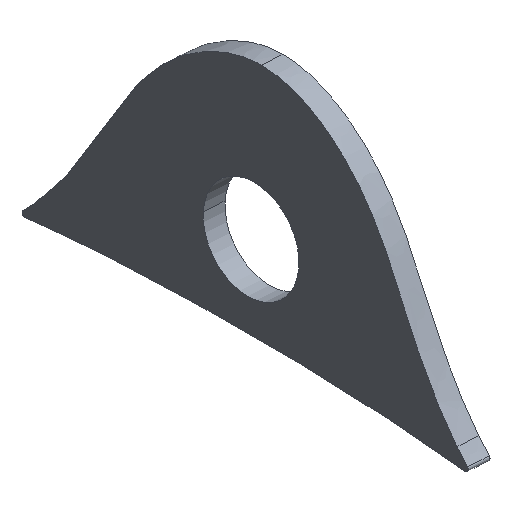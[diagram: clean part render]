
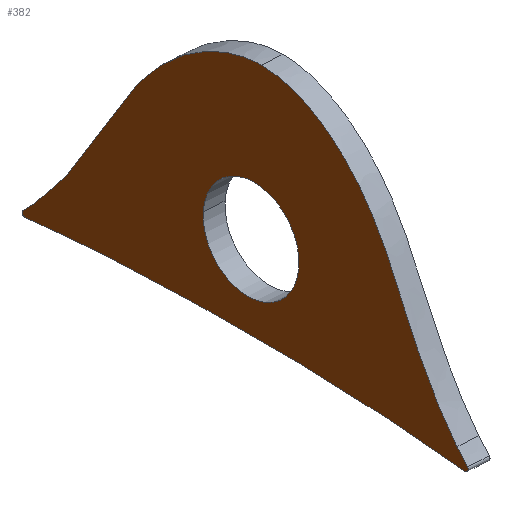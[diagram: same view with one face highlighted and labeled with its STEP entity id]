
A CAD part, isometric view. The second image highlights one B-rep face of the part: STEP entity #382.
In plain terms, the highlighted planar face has unit normal (-0.998, 0, 0.07).
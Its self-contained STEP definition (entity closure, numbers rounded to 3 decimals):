
#116=CARTESIAN_POINT('',(25.363,0.,
73.209));
#117=DIRECTION('',(0.998,0.,-0.07));
#118=DIRECTION('',(0.,1.,0.));
#119=AXIS2_PLACEMENT_3D('',#116,#117,#118);
#130=CARTESIAN_POINT('',(25.146,8.071,70.095));
#131=DIRECTION('',(-0.998,0.,0.07));
#132=DIRECTION('',(0.052,0.672,0.739));
#133=AXIS2_PLACEMENT_3D('',#130,#131,#132);
#135=CARTESIAN_POINT('',(25.179,7.733,70.575));
#136=CARTESIAN_POINT('',(25.173,7.807,70.492));
#137=CARTESIAN_POINT('',(25.164,7.939,70.354));
#138=CARTESIAN_POINT('',(25.155,8.078,70.222));
#139=CARTESIAN_POINT('',(25.151,8.138,70.169));
#141=CARTESIAN_POINT('',(25.179,7.733,70.575));
#142=CARTESIAN_POINT('',(25.194,7.542,70.784));
#143=CARTESIAN_POINT('',(25.224,7.178,71.22));
#144=CARTESIAN_POINT('',(25.274,6.668,71.929));
#145=CARTESIAN_POINT('',(25.325,6.204,72.666));
#146=CARTESIAN_POINT('',(25.377,5.783,73.402));
#147=CARTESIAN_POINT('',(25.428,5.385,74.135));
#148=CARTESIAN_POINT('',(25.483,4.952,74.925));
#149=CARTESIAN_POINT('',(25.547,4.4,75.834));
#150=CARTESIAN_POINT('',(25.613,3.648,76.785));
#151=CARTESIAN_POINT('',(25.669,2.737,77.586));
#152=CARTESIAN_POINT('',(25.71,1.759,78.171));
#153=CARTESIAN_POINT('',(25.733,0.776,78.501));
#154=CARTESIAN_POINT('',(25.737,0.245,78.548));
#155=CARTESIAN_POINT('',(25.737,0.,78.546));
#157=CARTESIAN_POINT('',(25.737,0.,78.546));
#158=CARTESIAN_POINT('',(25.737,-0.249,78.548));
#159=CARTESIAN_POINT('',(25.733,-0.784,78.499));
#160=CARTESIAN_POINT('',(25.71,-1.755,78.172));
#161=CARTESIAN_POINT('',(25.67,-2.723,77.596));
#162=CARTESIAN_POINT('',(25.614,-3.634,76.801));
#163=CARTESIAN_POINT('',(25.547,-4.396,75.841));
#164=CARTESIAN_POINT('',(25.483,-4.954,74.921));
#165=CARTESIAN_POINT('',(25.427,-5.391,74.126));
#166=CARTESIAN_POINT('',(25.376,-5.79,73.39));
#167=CARTESIAN_POINT('',(25.325,-6.208,72.659));
#168=CARTESIAN_POINT('',(25.274,-6.668,71.93));
#169=CARTESIAN_POINT('',(25.225,-7.171,71.229));
#170=CARTESIAN_POINT('',(25.195,-7.533,70.796));
#171=CARTESIAN_POINT('',(25.18,-7.721,70.587));
#173=CARTESIAN_POINT('',(25.151,-8.137,70.171));
#174=CARTESIAN_POINT('',(25.155,-8.075,70.227));
#175=CARTESIAN_POINT('',(25.164,-7.932,70.362));
#176=CARTESIAN_POINT('',(25.174,-7.797,70.503));
#177=CARTESIAN_POINT('',(25.18,-7.721,70.587));
#179=CARTESIAN_POINT('',(25.146,-8.07,70.097));
#180=DIRECTION('',(-0.998,0.,0.07));
#181=DIRECTION('',(-0.069,0.109,-0.992));
#182=AXIS2_PLACEMENT_3D('',#179,#180,#181);
#184=CARTESIAN_POINT('',(25.164,2.002,70.357));
#185=CARTESIAN_POINT('',(25.165,1.557,70.365));
#186=CARTESIAN_POINT('',(25.165,0.668,70.377));
#187=CARTESIAN_POINT('',(25.165,-0.667,70.377));
#188=CARTESIAN_POINT('',(25.165,-1.557,70.366));
#189=CARTESIAN_POINT('',(25.164,-2.002,70.357));
#191=CARTESIAN_POINT('',(25.363,0.,
73.209));
#192=DIRECTION('',(0.998,0.,-0.07));
#193=DIRECTION('',(0.,-1.,0.));
#194=AXIS2_PLACEMENT_3D('',#191,#192,#193);
#241=CARTESIAN_POINT('',(25.139,-8.059,69.998));
#242=CARTESIAN_POINT('',(25.143,-7.518,70.057));
#243=CARTESIAN_POINT('',(25.151,-6.28,70.172));
#244=CARTESIAN_POINT('',(25.16,-4.27,70.295));
#245=CARTESIAN_POINT('',(25.163,-2.769,70.342));
#246=CARTESIAN_POINT('',(25.164,-2.002,70.357));
#256=CARTESIAN_POINT('',(25.164,2.002,70.357));
#257=CARTESIAN_POINT('',(25.163,2.769,70.342));
#258=CARTESIAN_POINT('',(25.16,4.269,70.294));
#259=CARTESIAN_POINT('',(25.151,6.28,70.17));
#260=CARTESIAN_POINT('',(25.143,7.518,70.055));
#261=CARTESIAN_POINT('',(25.139,8.06,69.996));
#271=CARTESIAN_POINT('',(25.363,1.75,73.209));
#272=CARTESIAN_POINT('',(25.363,-1.75,73.209));
#273=VERTEX_POINT('',#271);
#274=VERTEX_POINT('',#272);
#275=VERTEX_POINT('',#157);
#276=VERTEX_POINT('',#171);
#277=VERTEX_POINT('',#141);
#278=VERTEX_POINT('',#184);
#279=VERTEX_POINT('',#189);
#280=CARTESIAN_POINT('',(25.151,8.138,70.169));
#281=CARTESIAN_POINT('',(25.139,8.06,69.996));
#282=VERTEX_POINT('',#280);
#283=VERTEX_POINT('',#281);
#284=CARTESIAN_POINT('',(25.139,-8.059,69.998));
#285=CARTESIAN_POINT('',(25.151,-8.137,70.171));
#286=VERTEX_POINT('',#284);
#287=VERTEX_POINT('',#285);
#352=CARTESIAN_POINT('',(25.733,0.,78.496));
#353=DIRECTION('',(0.998,0.,-0.07));
#354=DIRECTION('',(-0.07,0.,-0.998));
#355=AXIS2_PLACEMENT_3D('',#352,#353,#354);
#356=PLANE('',#355);
#358=ORIENTED_EDGE('',*,*,#357,.F.);
#360=ORIENTED_EDGE('',*,*,#359,.F.);
#362=ORIENTED_EDGE('',*,*,#361,.T.);
#364=ORIENTED_EDGE('',*,*,#363,.T.);
#366=ORIENTED_EDGE('',*,*,#365,.F.);
#368=ORIENTED_EDGE('',*,*,#367,.F.);
#370=ORIENTED_EDGE('',*,*,#369,.T.);
#372=ORIENTED_EDGE('',*,*,#371,.F.);
#374=ORIENTED_EDGE('',*,*,#373,.T.);
#375=EDGE_LOOP('',(#358,#360,#362,#364,#366,#368,#370,#372,#374));
#376=FACE_OUTER_BOUND('',#375,.F.);
#377=ORIENTED_EDGE('',*,*,#342,.F.);
#379=ORIENTED_EDGE('',*,*,#378,.F.);
#380=EDGE_LOOP('',(#377,#379));
#381=FACE_BOUND('',#380,.F.);
#120=CIRCLE('',#119,1.75);
#134=CIRCLE('',#133,0.1);
#140=B_SPLINE_CURVE_WITH_KNOTS('',3,(#135,#136,#137,#138,#139),.UNSPECIFIED.,
.F.,.F.,(4,1,4),(0.,0.582,1.),.UNSPECIFIED.);
#156=B_SPLINE_CURVE_WITH_KNOTS('',3,(#141,#142,#143,#144,#145,#146,#147,#148,
#149,#150,#151,#152,#153,#154,#155),.UNSPECIFIED.,.F.,.F.,(4,1,1,1,1,1,1,1,1,1,
1,1,4),(0.,0.083,0.167,0.25,
0.333,0.417,0.5,0.583,
0.667,0.75,0.833,0.917,1.),
.UNSPECIFIED.);
#172=B_SPLINE_CURVE_WITH_KNOTS('',3,(#157,#158,#159,#160,#161,#162,#163,#164,
#165,#166,#167,#168,#169,#170,#171),.UNSPECIFIED.,.F.,.F.,(4,1,1,1,1,1,1,1,1,1,
1,1,4),(0.,0.083,0.167,0.25,
0.333,0.417,0.5,0.583,
0.667,0.75,0.833,0.917,1.),
.UNSPECIFIED.);
#178=B_SPLINE_CURVE_WITH_KNOTS('',3,(#173,#174,#175,#176,#177),.UNSPECIFIED.,
.F.,.F.,(4,1,4),(0.,0.423,1.),.UNSPECIFIED.);
#183=CIRCLE('',#182,0.1);
#190=B_SPLINE_CURVE_WITH_KNOTS('',3,(#184,#185,#186,#187,#188,#189),
.UNSPECIFIED.,.F.,.F.,(4,1,1,4),(0.,0.333,0.667,1.),
.UNSPECIFIED.);
#195=CIRCLE('',#194,1.75);
#247=B_SPLINE_CURVE_WITH_KNOTS('',3,(#241,#242,#243,#244,#245,#246),
.UNSPECIFIED.,.F.,.F.,(4,1,1,4),(0.,0.287,0.644,1.),
.UNSPECIFIED.);
#262=B_SPLINE_CURVE_WITH_KNOTS('',3,(#256,#257,#258,#259,#260,#261),
.UNSPECIFIED.,.F.,.F.,(4,1,1,4),(0.,0.356,0.713,1.),
.UNSPECIFIED.);
#342=EDGE_CURVE('',#273,#274,#120,.T.);
#357=EDGE_CURVE('',#282,#283,#134,.T.);
#359=EDGE_CURVE('',#277,#282,#140,.T.);
#361=EDGE_CURVE('',#277,#275,#156,.T.);
#363=EDGE_CURVE('',#275,#276,#172,.T.);
#365=EDGE_CURVE('',#287,#276,#178,.T.);
#367=EDGE_CURVE('',#286,#287,#183,.T.);
#369=EDGE_CURVE('',#286,#279,#247,.T.);
#371=EDGE_CURVE('',#278,#279,#190,.T.);
#373=EDGE_CURVE('',#278,#283,#262,.T.);
#378=EDGE_CURVE('',#274,#273,#195,.T.);
#382=ADVANCED_FACE('',(#376,#381),#356,.F.);
